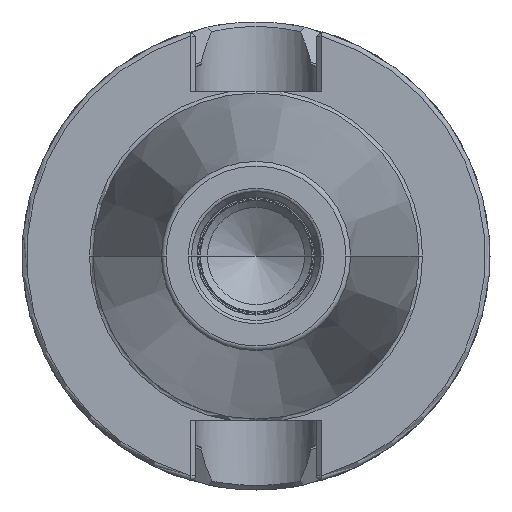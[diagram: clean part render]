
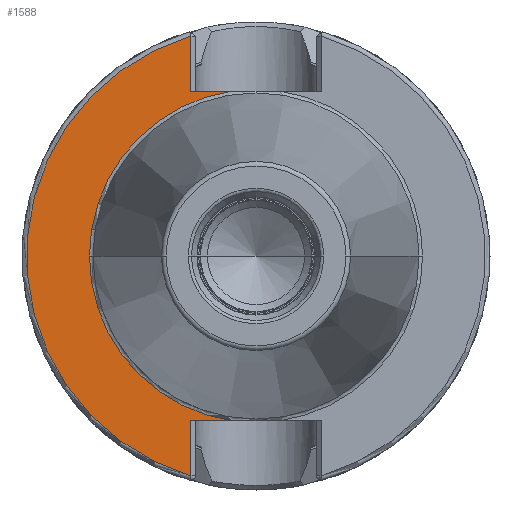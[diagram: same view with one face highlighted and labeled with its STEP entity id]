
A CAD part, left-side view. The second image highlights one B-rep face of the part: STEP entity #1588.
In plain terms, the highlighted planar face has unit normal (-1, 0, 0).
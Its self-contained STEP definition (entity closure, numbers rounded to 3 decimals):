
#96=CARTESIAN_POINT('',(3.,0.,0.));
#97=DIRECTION('',(-1.,0.,0.));
#98=DIRECTION('',(0.,1.,0.));
#99=AXIS2_PLACEMENT_3D('',#96,#97,#98);
#127=DIRECTION('',(0.,0.,1.));
#128=VECTOR('',#127,11.773);
#129=CARTESIAN_POINT('',(3.,13.902,-46.973));
#130=LINE('',#129,#128);
#131=DIRECTION('',(0.,0.,1.));
#132=VECTOR('',#131,11.773);
#133=CARTESIAN_POINT('',(3.,13.903,35.2));
#134=LINE('',#133,#132);
#588=CARTESIAN_POINT('',(3.,0.,0.));
#589=DIRECTION('',(-1.,0.,0.));
#590=DIRECTION('',(0.,0.284,0.959));
#591=AXIS2_PLACEMENT_3D('',#588,#589,#590);
#683=DIRECTION('',(0.,1.,0.));
#684=VECTOR('',#683,8.751);
#685=CARTESIAN_POINT('',(3.,5.152,35.2));
#686=LINE('',#685,#684);
#704=CARTESIAN_POINT('',(3.,0.,0.));
#705=DIRECTION('',(1.,0.,0.));
#706=DIRECTION('',(0.,1.,0.));
#707=AXIS2_PLACEMENT_3D('',#704,#705,#706);
#741=DIRECTION('',(0.,-1.,0.));
#742=VECTOR('',#741,8.751);
#743=CARTESIAN_POINT('',(3.,13.903,-35.2));
#744=LINE('',#743,#742);
#1240=CARTESIAN_POINT('',(3.,35.575,0.));
#1242=VERTEX_POINT('',#1240);
#1310=CARTESIAN_POINT('',(3.,5.152,35.2));
#1311=VERTEX_POINT('',#1310);
#1318=CARTESIAN_POINT('',(3.,5.152,-35.2));
#1319=VERTEX_POINT('',#1318);
#1356=CARTESIAN_POINT('',(3.,13.903,46.973));
#1358=VERTEX_POINT('',#1356);
#1360=CARTESIAN_POINT('',(3.,13.903,35.2));
#1361=VERTEX_POINT('',#1360);
#1370=CARTESIAN_POINT('',(3.,13.902,-46.973));
#1371=CARTESIAN_POINT('',(3.,13.903,-35.2));
#1372=VERTEX_POINT('',#1370);
#1373=VERTEX_POINT('',#1371);
#1568=CARTESIAN_POINT('',(3.,0.,0.));
#1569=DIRECTION('',(1.,0.,0.));
#1570=DIRECTION('',(0.,-1.,0.));
#1571=AXIS2_PLACEMENT_3D('',#1568,#1569,#1570);
#1572=PLANE('',#1571);
#1574=ORIENTED_EDGE('',*,*,#1573,.F.);
#1576=ORIENTED_EDGE('',*,*,#1575,.F.);
#1578=ORIENTED_EDGE('',*,*,#1577,.F.);
#1580=ORIENTED_EDGE('',*,*,#1579,.F.);
#1582=ORIENTED_EDGE('',*,*,#1581,.F.);
#1583=ORIENTED_EDGE('',*,*,#1554,.T.);
#1585=ORIENTED_EDGE('',*,*,#1584,.F.);
#1586=EDGE_LOOP('',(#1574,#1576,#1578,#1580,#1582,#1583,#1585));
#1587=FACE_OUTER_BOUND('',#1586,.F.);
#1588=ADVANCED_FACE('',(#1587),#1572,.F.);
#100=CIRCLE('',#99,35.575);
#592=CIRCLE('',#591,48.988);
#708=CIRCLE('',#707,35.575);
#1554=EDGE_CURVE('',#1242,#1319,#100,.T.);
#1573=EDGE_CURVE('',#1372,#1373,#130,.T.);
#1575=EDGE_CURVE('',#1358,#1372,#592,.T.);
#1577=EDGE_CURVE('',#1361,#1358,#134,.T.);
#1579=EDGE_CURVE('',#1311,#1361,#686,.T.);
#1581=EDGE_CURVE('',#1242,#1311,#708,.T.);
#1584=EDGE_CURVE('',#1373,#1319,#744,.T.);
